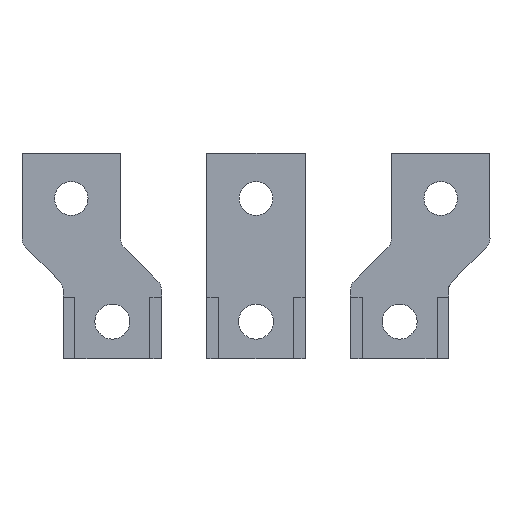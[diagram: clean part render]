
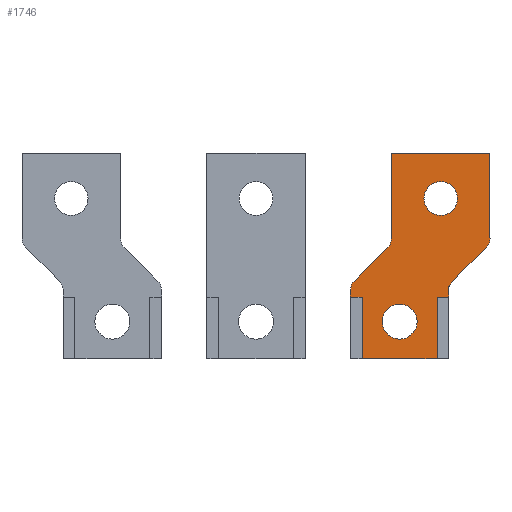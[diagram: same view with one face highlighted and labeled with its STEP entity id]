
A CAD part, top view. The second image highlights one B-rep face of the part: STEP entity #1746.
In plain terms, the highlighted planar face has unit normal (0, 0, 1).
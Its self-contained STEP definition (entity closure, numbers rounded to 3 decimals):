
#933=DIRECTION('',(0.,1.,0.));
#934=VECTOR('',#933,24.);
#935=CARTESIAN_POINT('',(41.,-22.,-2.));
#936=LINE('',#935,#934);
#1081=DIRECTION('',(-1.,0.,0.));
#1082=VECTOR('',#1081,15.);
#1083=CARTESIAN_POINT('',(6.,-9.125,
-2.));
#1084=LINE('',#1083,#1082);
#1085=DIRECTION('',(0.,1.,0.));
#1086=VECTOR('',#1085,18.25);
#1087=CARTESIAN_POINT('',(-9.,-9.125,
-2.));
#1088=LINE('',#1087,#1086);
#1089=DIRECTION('',(1.,0.,0.));
#1090=VECTOR('',#1089,15.);
#1091=CARTESIAN_POINT('',(-9.,9.125,
-2.));
#1092=LINE('',#1091,#1090);
#1093=DIRECTION('',(0.,1.,0.));
#1094=VECTOR('',#1093,2.875);
#1095=CARTESIAN_POINT('',(6.,9.125,-2.));
#1096=LINE('',#1095,#1094);
#1097=DIRECTION('',(1.,0.,0.));
#1098=VECTOR('',#1097,1.76);
#1099=CARTESIAN_POINT('',(6.,12.,-2.));
#1100=LINE('',#1099,#1098);
#1101=CARTESIAN_POINT('',(7.757,9.,-2.));
#1102=DIRECTION('',(0.,0.,-1.));
#1103=DIRECTION('',(0.001,1.,0.));
#1104=AXIS2_PLACEMENT_3D('',#1101,#1102,#1103);
#1106=DIRECTION('',(0.707,-0.707,0.));
#1107=VECTOR('',#1106,11.657);
#1108=CARTESIAN_POINT('',(9.879,11.121,-2.));
#1109=LINE('',#1108,#1107);
#1110=CARTESIAN_POINT('',(20.243,5.,-2.));
#1111=DIRECTION('',(0.,0.,1.));
#1112=DIRECTION('',(-0.707,-0.707,0.));
#1113=AXIS2_PLACEMENT_3D('',#1110,#1111,#1112);
#1115=CARTESIAN_POINT('',(20.239,-19.,
-2.));
#1116=DIRECTION('',(0.,0.,-1.));
#1117=DIRECTION('',(0.,-1.,0.));
#1118=AXIS2_PLACEMENT_3D('',#1115,#1116,#1117);
#1120=DIRECTION('',(-0.707,0.707,0.));
#1121=VECTOR('',#1120,11.655);
#1122=CARTESIAN_POINT('',(18.118,-21.121,
-2.));
#1123=LINE('',#1122,#1121);
#1124=CARTESIAN_POINT('',(7.756,-15.,
-2.));
#1125=DIRECTION('',(0.,0.,1.));
#1126=DIRECTION('',(0.707,0.707,0.));
#1127=AXIS2_PLACEMENT_3D('',#1124,#1125,#1126);
#1129=DIRECTION('',(-0.127,0.992,0.));
#1130=VECTOR('',#1129,0.103);
#1131=CARTESIAN_POINT('',(8.532,-12.102,
-2.));
#1132=LINE('',#1131,#1130);
#1133=DIRECTION('',(-1.,0.,0.));
#1134=VECTOR('',#1133,2.518);
#1135=CARTESIAN_POINT('',(8.518,-12.,
-2.));
#1136=LINE('',#1135,#1134);
#1137=DIRECTION('',(0.,1.,0.));
#1138=VECTOR('',#1137,2.875);
#1139=CARTESIAN_POINT('',(6.,-12.,
-2.));
#1140=LINE('',#1139,#1138);
#1141=CARTESIAN_POINT('',(30.,-10.,
-2.));
#1142=DIRECTION('',(0.,0.,1.));
#1143=DIRECTION('',(0.,-1.,0.));
#1144=AXIS2_PLACEMENT_3D('',#1141,#1142,#1143);
#1146=CARTESIAN_POINT('',(30.,-10.,
-2.));
#1147=DIRECTION('',(0.,0.,1.));
#1148=DIRECTION('',(1.,0.,0.));
#1149=AXIS2_PLACEMENT_3D('',#1146,#1147,#1148);
#1151=CARTESIAN_POINT('',(30.,-10.,
-2.));
#1152=DIRECTION('',(0.,0.,1.));
#1153=DIRECTION('',(0.,1.,0.));
#1154=AXIS2_PLACEMENT_3D('',#1151,#1152,#1153);
#1156=CARTESIAN_POINT('',(30.,-10.,
-2.));
#1157=DIRECTION('',(0.,0.,1.));
#1158=DIRECTION('',(-1.,0.,0.));
#1159=AXIS2_PLACEMENT_3D('',#1156,#1157,#1158);
#1161=CARTESIAN_POINT('',(0.,0.,
-2.));
#1162=DIRECTION('',(0.,0.,1.));
#1163=DIRECTION('',(0.,-1.,0.));
#1164=AXIS2_PLACEMENT_3D('',#1161,#1162,#1163);
#1166=CARTESIAN_POINT('',(0.,0.,
-2.));
#1167=DIRECTION('',(0.,0.,1.));
#1168=DIRECTION('',(1.,0.,0.));
#1169=AXIS2_PLACEMENT_3D('',#1166,#1167,#1168);
#1171=CARTESIAN_POINT('',(0.,0.,
-2.));
#1172=DIRECTION('',(0.,0.,1.));
#1173=DIRECTION('',(0.,1.,0.));
#1174=AXIS2_PLACEMENT_3D('',#1171,#1172,#1173);
#1176=CARTESIAN_POINT('',(0.,0.,
-2.));
#1177=DIRECTION('',(0.,0.,1.));
#1178=DIRECTION('',(-1.,0.,0.));
#1179=AXIS2_PLACEMENT_3D('',#1176,#1177,#1178);
#1305=DIRECTION('',(1.,0.,0.));
#1306=VECTOR('',#1305,20.761);
#1307=CARTESIAN_POINT('',(20.239,-22.,
-2.));
#1308=LINE('',#1307,#1306);
#1321=DIRECTION('',(-1.,0.,0.));
#1322=VECTOR('',#1321,20.757);
#1323=CARTESIAN_POINT('',(41.,2.,-2.));
#1324=LINE('',#1323,#1322);
#1385=CARTESIAN_POINT('',(41.,-22.,
-2.));
#1386=VERTEX_POINT('',#1385);
#1387=CARTESIAN_POINT('',(41.,2.,-2.));
#1388=VERTEX_POINT('',#1387);
#1443=CARTESIAN_POINT('',(7.761,12.,-2.));
#1444=VERTEX_POINT('',#1443);
#1445=CARTESIAN_POINT('',(6.,12.,-2.));
#1446=VERTEX_POINT('',#1445);
#1451=CARTESIAN_POINT('',(9.879,11.121,-2.));
#1452=VERTEX_POINT('',#1451);
#1455=CARTESIAN_POINT('',(6.,-9.125,
-2.));
#1456=CARTESIAN_POINT('',(-9.,-9.125,
-2.));
#1457=VERTEX_POINT('',#1455);
#1458=VERTEX_POINT('',#1456);
#1459=CARTESIAN_POINT('',(-9.,9.125,
-2.));
#1460=VERTEX_POINT('',#1459);
#1461=CARTESIAN_POINT('',(6.,9.125,-2.));
#1462=VERTEX_POINT('',#1461);
#1463=CARTESIAN_POINT('',(18.121,2.879,-2.));
#1464=VERTEX_POINT('',#1463);
#1465=CARTESIAN_POINT('',(20.243,2.,-2.));
#1466=VERTEX_POINT('',#1465);
#1467=CARTESIAN_POINT('',(20.239,-22.,
-2.));
#1468=VERTEX_POINT('',#1467);
#1469=CARTESIAN_POINT('',(18.118,-21.121,
-2.));
#1470=VERTEX_POINT('',#1469);
#1471=CARTESIAN_POINT('',(9.877,-12.879,
-2.));
#1472=VERTEX_POINT('',#1471);
#1473=CARTESIAN_POINT('',(8.532,-12.102,
-2.));
#1474=VERTEX_POINT('',#1473);
#1475=CARTESIAN_POINT('',(8.518,-12.,
-2.));
#1476=VERTEX_POINT('',#1475);
#1477=CARTESIAN_POINT('',(6.,-12.,
-2.));
#1478=VERTEX_POINT('',#1477);
#1479=CARTESIAN_POINT('',(30.,-14.1,
-2.));
#1480=CARTESIAN_POINT('',(34.1,-10.,
-2.));
#1481=VERTEX_POINT('',#1479);
#1482=VERTEX_POINT('',#1480);
#1483=CARTESIAN_POINT('',(30.,-5.9,
-2.));
#1484=VERTEX_POINT('',#1483);
#1485=CARTESIAN_POINT('',(25.9,-10.,
-2.));
#1486=VERTEX_POINT('',#1485);
#1487=CARTESIAN_POINT('',(0.,-4.25,
-2.));
#1488=CARTESIAN_POINT('',(4.25,0.,
-2.));
#1489=VERTEX_POINT('',#1487);
#1490=VERTEX_POINT('',#1488);
#1491=CARTESIAN_POINT('',(0.,4.25,
-2.));
#1492=VERTEX_POINT('',#1491);
#1493=CARTESIAN_POINT('',(-4.25,0.,
-2.));
#1494=VERTEX_POINT('',#1493);
#1688=CARTESIAN_POINT('',(-9.,12.,
-2.));
#1689=DIRECTION('',(0.,0.,1.));
#1690=DIRECTION('',(0.,-1.,0.));
#1691=AXIS2_PLACEMENT_3D('',#1688,#1689,#1690);
#1692=PLANE('',#1691);
#1694=ORIENTED_EDGE('',*,*,#1693,.T.);
#1696=ORIENTED_EDGE('',*,*,#1695,.T.);
#1698=ORIENTED_EDGE('',*,*,#1697,.T.);
#1700=ORIENTED_EDGE('',*,*,#1699,.T.);
#1701=ORIENTED_EDGE('',*,*,#1658,.T.);
#1702=ORIENTED_EDGE('',*,*,#1677,.T.);
#1704=ORIENTED_EDGE('',*,*,#1703,.T.);
#1706=ORIENTED_EDGE('',*,*,#1705,.T.);
#1708=ORIENTED_EDGE('',*,*,#1707,.F.);
#1709=ORIENTED_EDGE('',*,*,#1540,.F.);
#1711=ORIENTED_EDGE('',*,*,#1710,.F.);
#1713=ORIENTED_EDGE('',*,*,#1712,.T.);
#1715=ORIENTED_EDGE('',*,*,#1714,.T.);
#1717=ORIENTED_EDGE('',*,*,#1716,.T.);
#1719=ORIENTED_EDGE('',*,*,#1718,.T.);
#1721=ORIENTED_EDGE('',*,*,#1720,.T.);
#1723=ORIENTED_EDGE('',*,*,#1722,.T.);
#1724=EDGE_LOOP('',(#1694,#1696,#1698,#1700,#1701,#1702,#1704,#1706,#1708,#1709,
#1711,#1713,#1715,#1717,#1719,#1721,#1723));
#1725=FACE_OUTER_BOUND('',#1724,.F.);
#1727=ORIENTED_EDGE('',*,*,#1726,.T.);
#1729=ORIENTED_EDGE('',*,*,#1728,.T.);
#1731=ORIENTED_EDGE('',*,*,#1730,.T.);
#1733=ORIENTED_EDGE('',*,*,#1732,.T.);
#1734=EDGE_LOOP('',(#1727,#1729,#1731,#1733));
#1735=FACE_BOUND('',#1734,.F.);
#1737=ORIENTED_EDGE('',*,*,#1736,.T.);
#1739=ORIENTED_EDGE('',*,*,#1738,.T.);
#1741=ORIENTED_EDGE('',*,*,#1740,.T.);
#1743=ORIENTED_EDGE('',*,*,#1742,.T.);
#1744=EDGE_LOOP('',(#1737,#1739,#1741,#1743));
#1745=FACE_BOUND('',#1744,.F.);
#1105=CIRCLE('',#1104,3.);
#1114=CIRCLE('',#1113,3.);
#1119=CIRCLE('',#1118,3.);
#1128=CIRCLE('',#1127,3.);
#1145=CIRCLE('',#1144,4.1);
#1150=CIRCLE('',#1149,4.1);
#1155=CIRCLE('',#1154,4.1);
#1160=CIRCLE('',#1159,4.1);
#1165=CIRCLE('',#1164,4.25);
#1170=CIRCLE('',#1169,4.25);
#1175=CIRCLE('',#1174,4.25);
#1180=CIRCLE('',#1179,4.25);
#1540=EDGE_CURVE('',#1386,#1388,#936,.T.);
#1658=EDGE_CURVE('',#1446,#1444,#1100,.T.);
#1677=EDGE_CURVE('',#1444,#1452,#1105,.T.);
#1693=EDGE_CURVE('',#1457,#1458,#1084,.T.);
#1695=EDGE_CURVE('',#1458,#1460,#1088,.T.);
#1697=EDGE_CURVE('',#1460,#1462,#1092,.T.);
#1699=EDGE_CURVE('',#1462,#1446,#1096,.T.);
#1703=EDGE_CURVE('',#1452,#1464,#1109,.T.);
#1705=EDGE_CURVE('',#1464,#1466,#1114,.T.);
#1707=EDGE_CURVE('',#1388,#1466,#1324,.T.);
#1710=EDGE_CURVE('',#1468,#1386,#1308,.T.);
#1712=EDGE_CURVE('',#1468,#1470,#1119,.T.);
#1714=EDGE_CURVE('',#1470,#1472,#1123,.T.);
#1716=EDGE_CURVE('',#1472,#1474,#1128,.T.);
#1718=EDGE_CURVE('',#1474,#1476,#1132,.T.);
#1720=EDGE_CURVE('',#1476,#1478,#1136,.T.);
#1722=EDGE_CURVE('',#1478,#1457,#1140,.T.);
#1726=EDGE_CURVE('',#1481,#1482,#1145,.T.);
#1728=EDGE_CURVE('',#1482,#1484,#1150,.T.);
#1730=EDGE_CURVE('',#1484,#1486,#1155,.T.);
#1732=EDGE_CURVE('',#1486,#1481,#1160,.T.);
#1736=EDGE_CURVE('',#1489,#1490,#1165,.T.);
#1738=EDGE_CURVE('',#1490,#1492,#1170,.T.);
#1740=EDGE_CURVE('',#1492,#1494,#1175,.T.);
#1742=EDGE_CURVE('',#1494,#1489,#1180,.T.);
#1746=ADVANCED_FACE('',(#1725,#1735,#1745),#1692,.T.);
